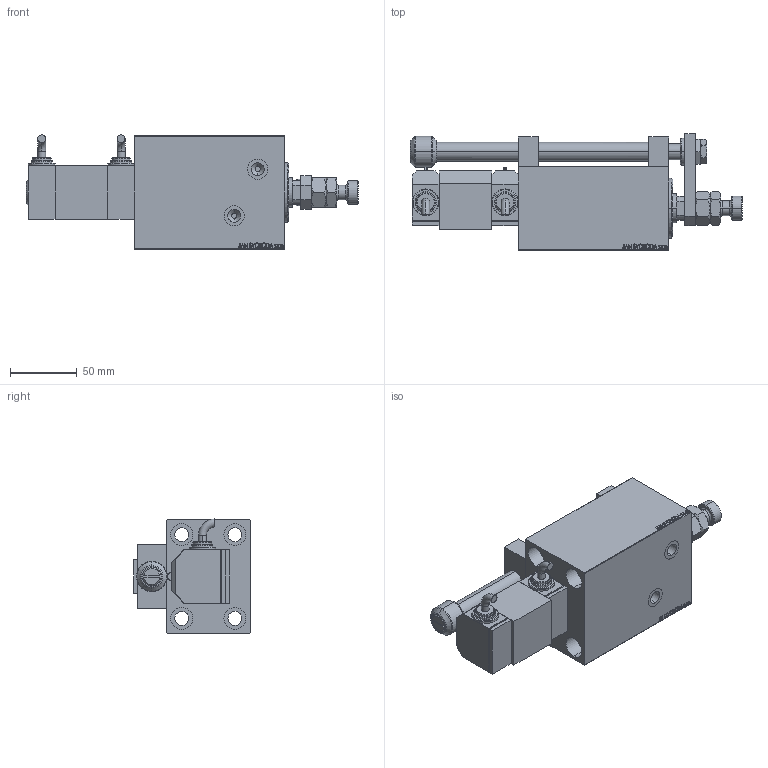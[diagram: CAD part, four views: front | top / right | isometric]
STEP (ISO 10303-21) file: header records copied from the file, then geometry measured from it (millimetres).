
FILE_DESCRIPTION (( 'STEP AP203' ), '1' );
FILE_NAME ('bd98.STEP', '2023-03-29T15:26:31', ( '' ), ( '' ), 'SwSTEP 2.0', 'SolidWorks 2019', '' );
FILE_SCHEMA (( 'CONFIG_CONTROL_DESIGN' ));
Length unit declared in the file: millimetre
Products named in the file (14): KROUZEK_PRO_TYC b197ff39fd2017a93721483d90354b58; NUT_D19_P b197ff39fd2017a93721483d90354b58; MIDDLE b197ff39fd2017a93721483d90354b58; NUT_D16 b197ff39fd2017a93721483d90354b58; V450CP_VC_B b197ff39fd2017a93721483d90354b58; SWITCH DIM W_B b197ff39fd2017a93721483d90354b58; SWITCH_P_FRONT_BACK b197ff39fd2017a93721483d90354b58; ZARAZKA_P b197ff39fd2017a93721483d90354b58; bd98; V450CP_C b197ff39fd2017a93721483d90354b58; P_V_Z_MFA b197ff39fd2017a93721483d90354b58; V450CP_B_VCP b197ff39fd2017a93721483d90354b58; TYC_P b197ff39fd2017a93721483d90354b58; SWITCH P b197ff39fd2017a93721483d90354b58
Assembly tree (15 placements, depth 2):
  bd98
    V450CP_C b197ff39fd2017a93721483d90354b58
    P_V_Z_MFA b197ff39fd2017a93721483d90354b58
    TYC_P b197ff39fd2017a93721483d90354b58
    ZARAZKA_P b197ff39fd2017a93721483d90354b58
    KROUZEK_PRO_TYC b197ff39fd2017a93721483d90354b58
    MIDDLE b197ff39fd2017a93721483d90354b58
    NUT_D16 b197ff39fd2017a93721483d90354b58
    NUT_D19_P b197ff39fd2017a93721483d90354b58
    SWITCH DIM W_B b197ff39fd2017a93721483d90354b58
    SWITCH P b197ff39fd2017a93721483d90354b58  x2
    SWITCH_P_FRONT_BACK b197ff39fd2017a93721483d90354b58  x2
    V450CP_B_VCP b197ff39fd2017a93721483d90354b58
    V450CP_VC_B b197ff39fd2017a93721483d90354b58
Bounding box: 249.4 x 87.5 x 85.76 mm (x, y, z)
Volume: 744848.5 mm3; surface area: 154843 mm2
Topology: 15 solids, 15 shells, 1162 faces, 2868 edges, 1870 vertices
Faces by surface type: plane 541, bspline 380, cylinder 136, cone 69, torus 36
Entity records: 51945 total; most frequent: CARTESIAN_POINT 26736, ORIENTED_EDGE 5436, DIRECTION 3693, EDGE_CURVE 2718, VERTEX_POINT 1774, VECTOR 1519, LINE 1519, EDGE_LOOP 1258
